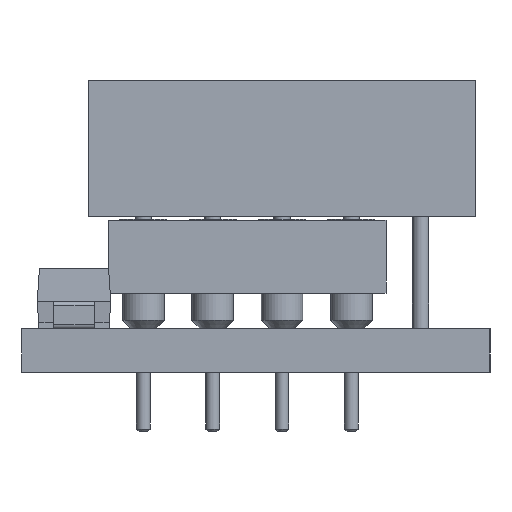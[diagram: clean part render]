
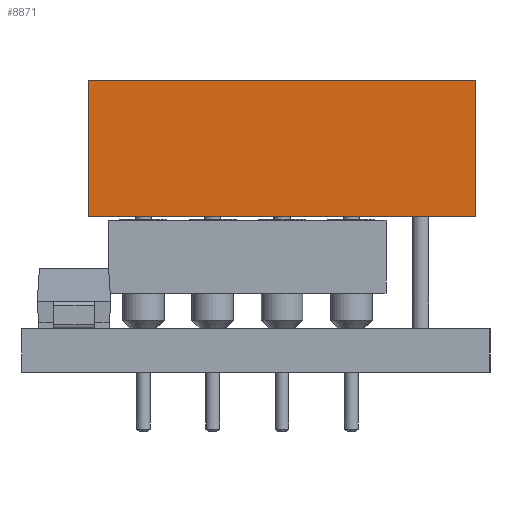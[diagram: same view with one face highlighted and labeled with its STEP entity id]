
A CAD part, left-side view. The second image highlights one B-rep face of the part: STEP entity #8871.
In plain terms, the highlighted planar face has unit normal (-1, 0, 0).
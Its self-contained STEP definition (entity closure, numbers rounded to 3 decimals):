
#8789 = EDGE_CURVE('',#8790,#8792,#8794,.T.);
#8790 = VERTEX_POINT('',#8791);
#8791 = CARTESIAN_POINT('',(-7.05,-16.55,4.1));
#8792 = VERTEX_POINT('',#8793);
#8793 = CARTESIAN_POINT('',(-7.05,-2.35,4.1));
#8794 = LINE('',#8795,#8796);
#8795 = CARTESIAN_POINT('',(-7.05,-16.55,4.1));
#8796 = VECTOR('',#8797,1.);
#8797 = DIRECTION('',(0.,1.,0.));
#8871 = ADVANCED_FACE('',(#8872),#8897,.T.);
#8872 = FACE_BOUND('',#8873,.T.);
#8873 = EDGE_LOOP('',(#8874,#8882,#8890,#8896));
#8874 = ORIENTED_EDGE('',*,*,#8875,.T.);
#8875 = EDGE_CURVE('',#8790,#8876,#8878,.T.);
#8876 = VERTEX_POINT('',#8877);
#8877 = CARTESIAN_POINT('',(-7.05,-16.55,9.1));
#8878 = LINE('',#8879,#8880);
#8879 = CARTESIAN_POINT('',(-7.05,-16.55,4.1));
#8880 = VECTOR('',#8881,1.);
#8881 = DIRECTION('',(0.,0.,1.));
#8882 = ORIENTED_EDGE('',*,*,#8883,.T.);
#8883 = EDGE_CURVE('',#8876,#8884,#8886,.T.);
#8884 = VERTEX_POINT('',#8885);
#8885 = CARTESIAN_POINT('',(-7.05,-2.35,9.1));
#8886 = LINE('',#8887,#8888);
#8887 = CARTESIAN_POINT('',(-7.05,-16.55,9.1));
#8888 = VECTOR('',#8889,1.);
#8889 = DIRECTION('',(0.,1.,0.));
#8890 = ORIENTED_EDGE('',*,*,#8891,.F.);
#8891 = EDGE_CURVE('',#8792,#8884,#8892,.T.);
#8892 = LINE('',#8893,#8894);
#8893 = CARTESIAN_POINT('',(-7.05,-2.35,4.1));
#8894 = VECTOR('',#8895,1.);
#8895 = DIRECTION('',(0.,0.,1.));
#8896 = ORIENTED_EDGE('',*,*,#8789,.F.);
#8897 = PLANE('',#8898);
#8898 = AXIS2_PLACEMENT_3D('',#8899,#8900,#8901);
#8899 = CARTESIAN_POINT('',(-7.05,-16.55,4.1));
#8900 = DIRECTION('',(-1.,0.,0.));
#8901 = DIRECTION('',(0.,1.,0.));
